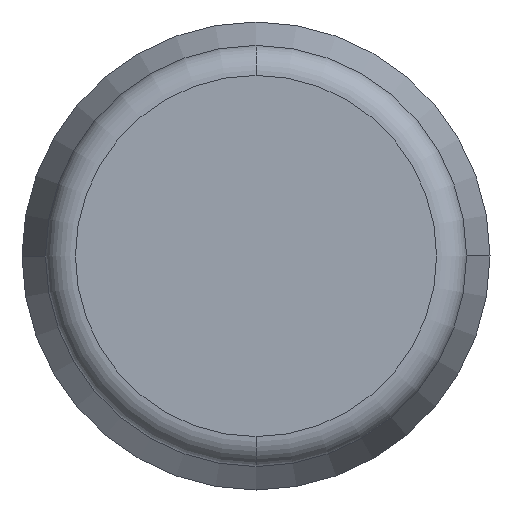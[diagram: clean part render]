
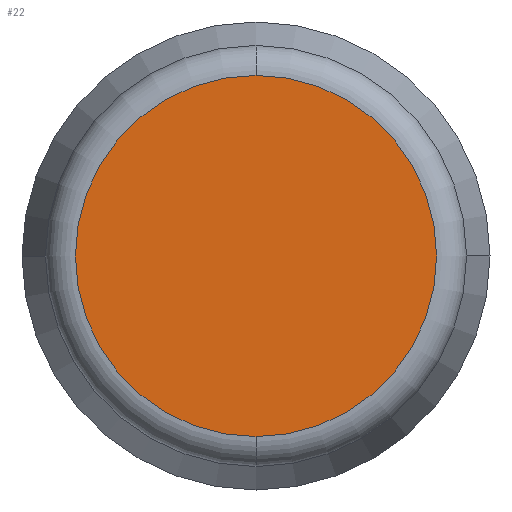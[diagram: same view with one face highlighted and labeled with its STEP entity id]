
A CAD part, front view. The second image highlights one B-rep face of the part: STEP entity #22.
In plain terms, the highlighted planar face has unit normal (0, -1, 0).
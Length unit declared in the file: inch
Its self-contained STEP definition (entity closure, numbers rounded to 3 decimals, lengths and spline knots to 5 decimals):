
#5 = VERTEX_POINT ( 'NONE', #342 ) ;
#22 = ADVANCED_FACE ( 'NONE', ( #138 ), #227, .T. ) ;
#39 = CARTESIAN_POINT ( 'NONE',  ( 0., 0., 0. ) ) ;
#44 = EDGE_LOOP ( 'NONE', ( #306, #347 ) ) ;
#78 = VERTEX_POINT ( 'NONE', #220 ) ;
#130 = DIRECTION ( 'NONE',  ( 0., 0., -1. ) ) ;
#138 = FACE_OUTER_BOUND ( 'NONE', #44, .T. ) ;
#182 = EDGE_CURVE ( 'NONE', #78, #5, #198, .T. ) ;
#189 = EDGE_CURVE ( 'NONE', #5, #78, #192, .T. ) ;
#192 = CIRCLE ( 'NONE', #382, 0.1206 ) ;
#198 = CIRCLE ( 'NONE', #254, 0.1206 ) ;
#215 = DIRECTION ( 'NONE',  ( 0., 0., -1. ) ) ;
#220 = CARTESIAN_POINT ( 'NONE',  ( 0., 0., 0.1206 ) ) ;
#227 = PLANE ( 'NONE',  #348 ) ;
#237 = DIRECTION ( 'NONE',  ( 0., -1., 0. ) ) ;
#254 = AXIS2_PLACEMENT_3D ( 'NONE', #39, #364, #215 ) ;
#300 = CARTESIAN_POINT ( 'NONE',  ( 0., 0., 0. ) ) ;
#306 = ORIENTED_EDGE ( 'NONE', *, *, #189, .T. ) ;
#325 = DIRECTION ( 'NONE',  ( 0., -1., 0. ) ) ;
#342 = CARTESIAN_POINT ( 'NONE',  ( 0., 0., -0.1206 ) ) ;
#347 = ORIENTED_EDGE ( 'NONE', *, *, #182, .T. ) ;
#348 = AXIS2_PLACEMENT_3D ( 'NONE', #358, #237, #389 ) ;
#358 = CARTESIAN_POINT ( 'NONE',  ( 0., 0., 0. ) ) ;
#364 = DIRECTION ( 'NONE',  ( 0., -1., 0. ) ) ;
#382 = AXIS2_PLACEMENT_3D ( 'NONE', #300, #325, #130 ) ;
#389 = DIRECTION ( 'NONE',  ( 0., 0., -1. ) ) ;
